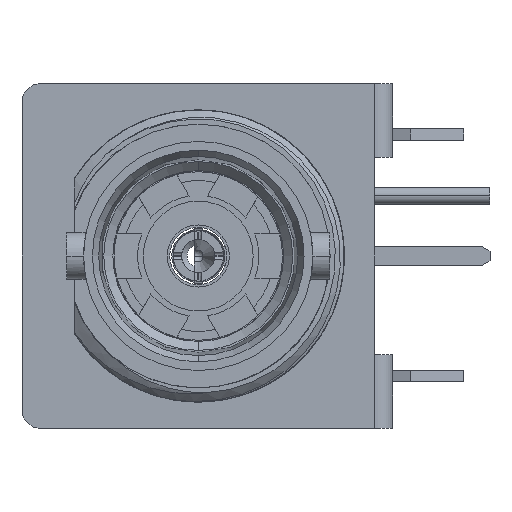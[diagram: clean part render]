
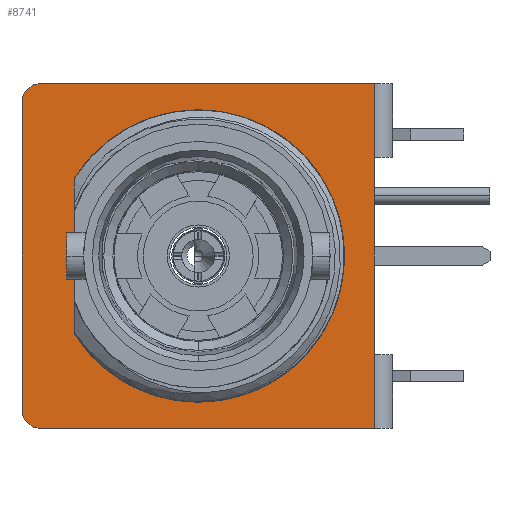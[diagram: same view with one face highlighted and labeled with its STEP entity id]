
A CAD part, left-side view. The second image highlights one B-rep face of the part: STEP entity #8741.
In plain terms, the highlighted planar face has unit normal (-1, 0, 0).
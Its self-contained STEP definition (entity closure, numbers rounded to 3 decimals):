
#5259=DIRECTION('',(0.,0.,1.));
#5260=VECTOR('',#5259,6.504);
#5261=CARTESIAN_POINT('',(17.699,5.22,-3.252));
#5262=LINE('',#5261,#5260);
#5263=CARTESIAN_POINT('',(17.699,6.657,-6.488));
#5264=DIRECTION('',(-1.,0.,0.));
#5265=DIRECTION('',(0.,1.,0.));
#5266=AXIS2_PLACEMENT_3D('',#5263,#5264,#5265);
#5268=DIRECTION('',(0.,0.,1.));
#5269=VECTOR('',#5268,12.976);
#5270=CARTESIAN_POINT('',(17.699,7.419,-6.488));
#5271=LINE('',#5270,#5269);
#5272=CARTESIAN_POINT('',(17.699,6.657,6.488));
#5273=DIRECTION('',(-1.,0.,0.));
#5274=DIRECTION('',(0.,0.,1.));
#5275=AXIS2_PLACEMENT_3D('',#5272,#5273,#5274);
#5277=DIRECTION('',(0.,-1.,0.));
#5278=VECTOR('',#5277,14.076);
#5279=CARTESIAN_POINT('',(17.699,6.657,7.25));
#5280=LINE('',#5279,#5278);
#5281=DIRECTION('',(0.,0.,-1.));
#5282=VECTOR('',#5281,14.5);
#5283=CARTESIAN_POINT('',(17.699,-7.419,7.25));
#5284=LINE('',#5283,#5282);
#5285=DIRECTION('',(0.,1.,0.));
#5286=VECTOR('',#5285,14.076);
#5287=CARTESIAN_POINT('',(17.699,-7.419,-7.25));
#5288=LINE('',#5287,#5286);
#5934=CARTESIAN_POINT('',(17.699,0.,0.));
#5935=DIRECTION('',(1.,0.,0.));
#5936=DIRECTION('',(0.,0.849,0.529));
#5937=AXIS2_PLACEMENT_3D('',#5934,#5935,#5936);
#7516=CARTESIAN_POINT('',(17.699,-7.419,7.25));
#7517=CARTESIAN_POINT('',(17.699,-7.419,-7.25));
#7518=VERTEX_POINT('',#7516);
#7519=VERTEX_POINT('',#7517);
#7620=CARTESIAN_POINT('',(17.699,5.22,3.252));
#7622=VERTEX_POINT('',#7620);
#7653=CARTESIAN_POINT('',(17.699,5.22,-3.252));
#7655=VERTEX_POINT('',#7653);
#7782=CARTESIAN_POINT('',(17.699,7.419,-6.488));
#7783=CARTESIAN_POINT('',(17.699,6.657,-7.25));
#7784=VERTEX_POINT('',#7782);
#7785=VERTEX_POINT('',#7783);
#7790=CARTESIAN_POINT('',(17.699,6.657,7.25));
#7791=CARTESIAN_POINT('',(17.699,7.419,6.488));
#7792=VERTEX_POINT('',#7790);
#7793=VERTEX_POINT('',#7791);
#8720=CARTESIAN_POINT('',(17.699,0.,0.));
#8721=DIRECTION('',(1.,0.,0.));
#8722=DIRECTION('',(0.,1.,0.));
#8723=AXIS2_PLACEMENT_3D('',#8720,#8721,#8722);
#8724=PLANE('',#8723);
#8725=ORIENTED_EDGE('',*,*,#8711,.F.);
#8727=ORIENTED_EDGE('',*,*,#8726,.T.);
#8729=ORIENTED_EDGE('',*,*,#8728,.F.);
#8730=ORIENTED_EDGE('',*,*,#8098,.T.);
#8731=ORIENTED_EDGE('',*,*,#8134,.T.);
#8732=ORIENTED_EDGE('',*,*,#8692,.T.);
#8733=EDGE_LOOP('',(#8725,#8727,#8729,#8730,#8731,#8732));
#8734=FACE_OUTER_BOUND('',#8733,.F.);
#8736=ORIENTED_EDGE('',*,*,#8735,.F.);
#8738=ORIENTED_EDGE('',*,*,#8737,.F.);
#8739=EDGE_LOOP('',(#8736,#8738));
#8740=FACE_BOUND('',#8739,.F.);
#5267=CIRCLE('',#5266,0.762);
#5276=CIRCLE('',#5275,0.762);
#5938=CIRCLE('',#5937,6.15);
#8098=EDGE_CURVE('',#7792,#7518,#5280,.T.);
#8134=EDGE_CURVE('',#7518,#7519,#5284,.T.);
#8692=EDGE_CURVE('',#7519,#7785,#5288,.T.);
#8711=EDGE_CURVE('',#7784,#7785,#5267,.T.);
#8726=EDGE_CURVE('',#7784,#7793,#5271,.T.);
#8728=EDGE_CURVE('',#7792,#7793,#5276,.T.);
#8735=EDGE_CURVE('',#7622,#7655,#5938,.T.);
#8737=EDGE_CURVE('',#7655,#7622,#5262,.T.);
#8741=ADVANCED_FACE('',(#8734,#8740),#8724,.F.);
